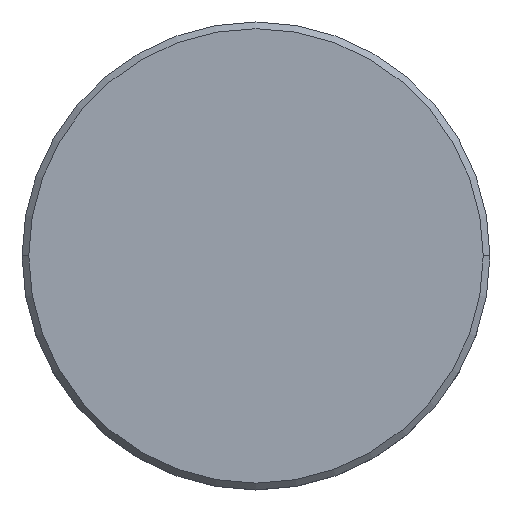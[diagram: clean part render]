
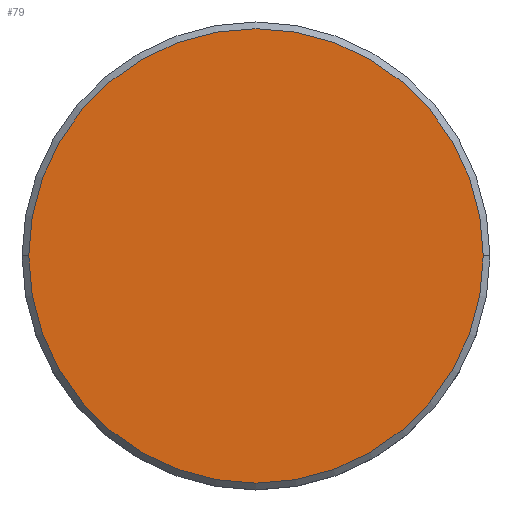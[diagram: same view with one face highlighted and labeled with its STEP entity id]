
A CAD part, top view. The second image highlights one B-rep face of the part: STEP entity #79.
In plain terms, the highlighted planar face has unit normal (0, 0, 1).
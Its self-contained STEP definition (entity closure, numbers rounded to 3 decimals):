
#78 = ORIENTED_EDGE ( 'NONE', *, *, #94, .T. ) ;
#79 = ADVANCED_FACE ( 'NONE', ( #313 ), #846, .T. ) ;
#94 = EDGE_CURVE ( 'NONE', #596, #241, #167, .T. ) ;
#140 = CARTESIAN_POINT ( 'NONE',  ( 17., 0., 0. ) ) ;
#167 = CIRCLE ( 'NONE', #819, 17. ) ;
#204 = DIRECTION ( 'NONE',  ( 1., 0., 0. ) ) ;
#230 = DIRECTION ( 'NONE',  ( 1., 0., 0. ) ) ;
#241 = VERTEX_POINT ( 'NONE', #425 ) ;
#313 = FACE_OUTER_BOUND ( 'NONE', #849, .T. ) ;
#425 = CARTESIAN_POINT ( 'NONE',  ( -17., 0., 0. ) ) ;
#585 = DIRECTION ( 'NONE',  ( 0., 0., 1. ) ) ;
#588 = AXIS2_PLACEMENT_3D ( 'NONE', #636, #620, #708 ) ;
#596 = VERTEX_POINT ( 'NONE', #140 ) ;
#620 = DIRECTION ( 'NONE',  ( 0., 0., 1. ) ) ;
#636 = CARTESIAN_POINT ( 'NONE',  ( 0., 0., 0. ) ) ;
#657 = CARTESIAN_POINT ( 'NONE',  ( 0., 0., 0. ) ) ;
#708 = DIRECTION ( 'NONE',  ( 1., 0., 0. ) ) ;
#743 = AXIS2_PLACEMENT_3D ( 'NONE', #657, #585, #204 ) ;
#754 = EDGE_CURVE ( 'NONE', #241, #596, #1156, .T. ) ;
#819 = AXIS2_PLACEMENT_3D ( 'NONE', #1042, #1145, #230 ) ;
#846 = PLANE ( 'NONE',  #743 ) ;
#849 = EDGE_LOOP ( 'NONE', ( #902, #78 ) ) ;
#902 = ORIENTED_EDGE ( 'NONE', *, *, #754, .T. ) ;
#1042 = CARTESIAN_POINT ( 'NONE',  ( 0., 0., 0. ) ) ;
#1145 = DIRECTION ( 'NONE',  ( 0., 0., 1. ) ) ;
#1156 = CIRCLE ( 'NONE', #588, 17. ) ;
